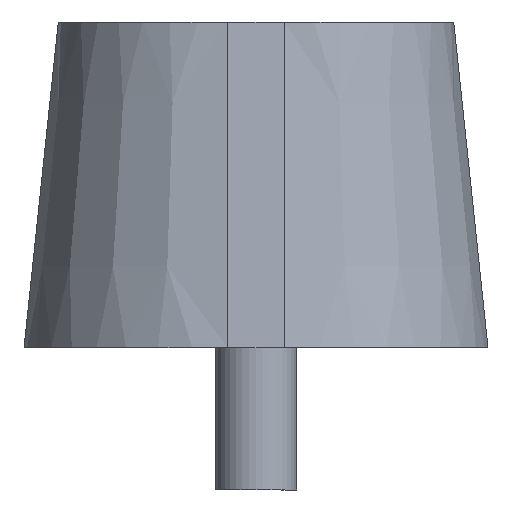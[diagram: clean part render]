
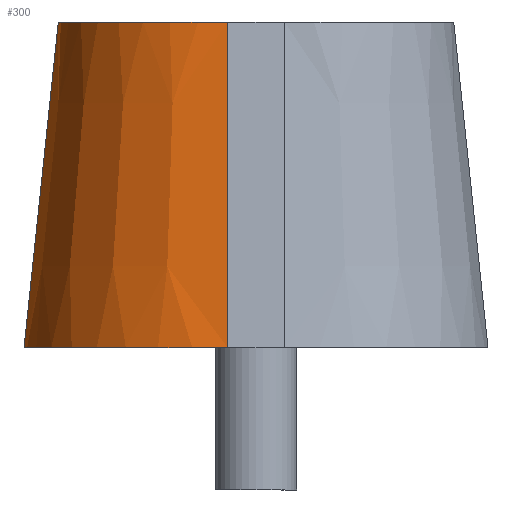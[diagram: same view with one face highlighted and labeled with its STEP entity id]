
A CAD part, left-side view. The second image highlights one B-rep face of the part: STEP entity #300.
In plain terms, the highlighted conical face has half-angle 6 degrees and reference radius 50 mm.
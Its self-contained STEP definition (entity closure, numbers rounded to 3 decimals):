
#5 = VERTEX_POINT ( 'NONE', #216 ) ;
#20 = AXIS2_PLACEMENT_3D ( 'NONE', #448, #290, #78 ) ;
#21 = DIRECTION ( 'NONE',  ( 0., -1., 0. ) ) ;
#50 = VERTEX_POINT ( 'NONE', #425 ) ;
#70 = VECTOR ( 'NONE', #401, 1000. ) ;
#78 = DIRECTION ( 'NONE',  ( 0., -1., 0. ) ) ;
#96 = AXIS2_PLACEMENT_3D ( 'NONE', #128, #339, #249 ) ;
#100 = ORIENTED_EDGE ( 'NONE', *, *, #278, .F. ) ;
#106 = CARTESIAN_POINT ( 'NONE',  ( 12.5, 48.592, 80. ) ) ;
#128 = CARTESIAN_POINT ( 'NONE',  ( 12.5, 7., 0. ) ) ;
#149 = LINE ( 'NONE', #312, #70 ) ;
#155 = CARTESIAN_POINT ( 'NONE',  ( 12.5, 7., 0. ) ) ;
#174 = EDGE_CURVE ( 'NONE', #246, #5, #247, .T. ) ;
#194 = DIRECTION ( 'NONE',  ( 0., 0., 1. ) ) ;
#216 = CARTESIAN_POINT ( 'NONE',  ( -37.5, 7., 0. ) ) ;
#222 = VERTEX_POINT ( 'NONE', #106 ) ;
#226 = FACE_OUTER_BOUND ( 'NONE', #458, .T. ) ;
#245 = DIRECTION ( 'NONE',  ( 0., 0.105, -0.995 ) ) ;
#246 = VERTEX_POINT ( 'NONE', #516 ) ;
#247 = CIRCLE ( 'NONE', #314, 50. ) ;
#249 = DIRECTION ( 'NONE',  ( 0., -1., 0. ) ) ;
#278 = EDGE_CURVE ( 'NONE', #50, #5, #149, .T. ) ;
#280 = LINE ( 'NONE', #493, #513 ) ;
#290 = DIRECTION ( 'NONE',  ( 0., 0., 1. ) ) ;
#300 = ADVANCED_FACE ( 'NONE', ( #226 ), #441, .T. ) ;
#311 = ORIENTED_EDGE ( 'NONE', *, *, #428, .T. ) ;
#312 = CARTESIAN_POINT ( 'NONE',  ( -37.5, 7., 0. ) ) ;
#314 = AXIS2_PLACEMENT_3D ( 'NONE', #155, #194, #21 ) ;
#339 = DIRECTION ( 'NONE',  ( 0., 0., -1. ) ) ;
#342 = EDGE_CURVE ( 'NONE', #222, #50, #398, .T. ) ;
#398 = CIRCLE ( 'NONE', #20, 41.592 ) ;
#401 = DIRECTION ( 'NONE',  ( -0.105, 0., -0.995 ) ) ;
#425 = CARTESIAN_POINT ( 'NONE',  ( -29.092, 7., 80. ) ) ;
#428 = EDGE_CURVE ( 'NONE', #222, #246, #280, .T. ) ;
#441 = CONICAL_SURFACE ( 'NONE', #96, 50., 0.105 ) ;
#448 = CARTESIAN_POINT ( 'NONE',  ( 12.5, 7., 80. ) ) ;
#458 = EDGE_LOOP ( 'NONE', ( #491, #100, #494, #311 ) ) ;
#491 = ORIENTED_EDGE ( 'NONE', *, *, #174, .T. ) ;
#493 = CARTESIAN_POINT ( 'NONE',  ( 12.5, 57., 0. ) ) ;
#494 = ORIENTED_EDGE ( 'NONE', *, *, #342, .F. ) ;
#513 = VECTOR ( 'NONE', #245, 1000. ) ;
#516 = CARTESIAN_POINT ( 'NONE',  ( 12.5, 57., 0. ) ) ;
